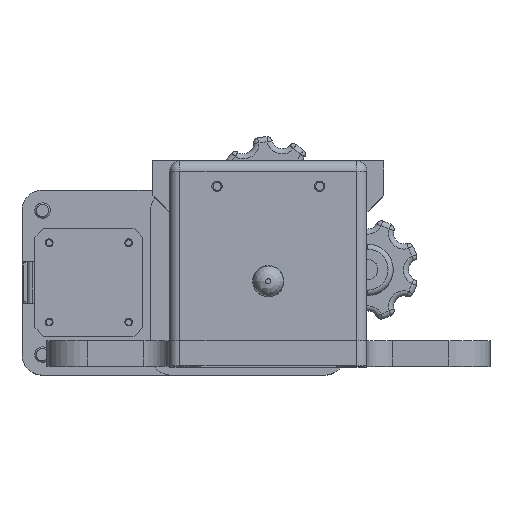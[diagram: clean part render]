
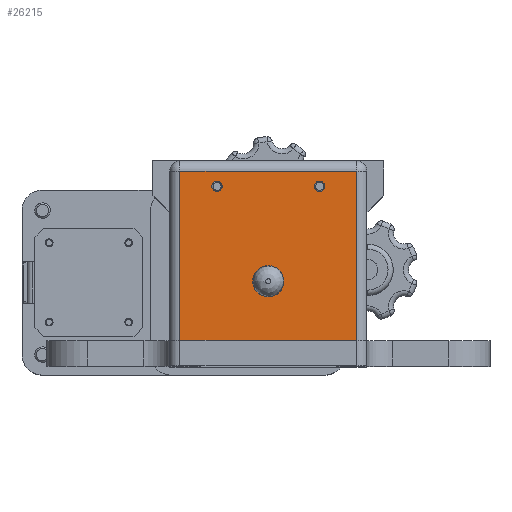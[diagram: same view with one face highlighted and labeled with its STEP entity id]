
A CAD part, top view. The second image highlights one B-rep face of the part: STEP entity #26215.
In plain terms, the highlighted planar face has unit normal (0, 0, 1).
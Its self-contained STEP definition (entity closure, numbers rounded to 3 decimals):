
#1064=FACE_BOUND('',#3606,.T.);
#1065=FACE_BOUND('',#3607,.T.);
#1066=FACE_BOUND('',#3608,.T.);
#1684=PLANE('',#28453);
#2101=FACE_OUTER_BOUND('',#3605,.T.);
#3605=EDGE_LOOP('',(#17934,#17935,#17936,#17937));
#3606=EDGE_LOOP('',(#17938));
#3607=EDGE_LOOP('',(#17939));
#3608=EDGE_LOOP('',(#17940));
#5423=LINE('',#42115,#6814);
#5426=LINE('',#42133,#6817);
#5429=LINE('',#42137,#6820);
#5432=LINE('',#42145,#6823);
#6814=VECTOR('',#32799,10.);
#6817=VECTOR('',#32818,10.);
#6820=VECTOR('',#32823,10.);
#6823=VECTOR('',#32832,10.);
#8236=CIRCLE('',#28454,6.1);
#8237=CIRCLE('',#28455,2.);
#8238=CIRCLE('',#28456,2.);
#10637=VERTEX_POINT('',#42104);
#10640=VERTEX_POINT('',#42111);
#10646=VERTEX_POINT('',#42126);
#10648=VERTEX_POINT('',#42131);
#10651=VERTEX_POINT('',#42146);
#10652=VERTEX_POINT('',#42148);
#10653=VERTEX_POINT('',#42150);
#13578=EDGE_CURVE('',#10637,#10640,#5423,.T.);
#13586=EDGE_CURVE('',#10648,#10646,#5426,.T.);
#13589=EDGE_CURVE('',#10646,#10637,#5429,.T.);
#13593=EDGE_CURVE('',#10648,#10640,#5432,.T.);
#13594=EDGE_CURVE('',#10651,#10651,#8236,.T.);
#13595=EDGE_CURVE('',#10652,#10652,#8237,.T.);
#13596=EDGE_CURVE('',#10653,#10653,#8238,.T.);
#17934=ORIENTED_EDGE('',*,*,#13578,.F.);
#17935=ORIENTED_EDGE('',*,*,#13589,.F.);
#17936=ORIENTED_EDGE('',*,*,#13586,.F.);
#17937=ORIENTED_EDGE('',*,*,#13593,.T.);
#17938=ORIENTED_EDGE('',*,*,#13594,.T.);
#17939=ORIENTED_EDGE('',*,*,#13595,.T.);
#17940=ORIENTED_EDGE('',*,*,#13596,.T.);
#26215=ADVANCED_FACE('',(#2101,#1064,#1065,#1066),#1684,.T.);
#28453=AXIS2_PLACEMENT_3D('',#42144,#32830,#32831);
#28454=AXIS2_PLACEMENT_3D('',#42147,#32833,#32834);
#28455=AXIS2_PLACEMENT_3D('',#42149,#32835,#32836);
#28456=AXIS2_PLACEMENT_3D('',#42151,#32837,#32838);
#32799=DIRECTION('',(0.,-1.,0.));
#32818=DIRECTION('',(0.,1.,0.));
#32823=DIRECTION('',(1.,0.,0.));
#32830=DIRECTION('center_axis',(0.,0.,1.));
#32831=DIRECTION('ref_axis',(1.,0.,0.));
#32832=DIRECTION('',(1.,0.,0.));
#32833=DIRECTION('center_axis',(0.,0.,-1.));
#32834=DIRECTION('ref_axis',(1.,0.,0.));
#32835=DIRECTION('center_axis',(0.,0.,-1.));
#32836=DIRECTION('ref_axis',(-1.,0.,0.));
#32837=DIRECTION('center_axis',(0.,0.,-1.));
#32838=DIRECTION('ref_axis',(-1.,0.,0.));
#42104=CARTESIAN_POINT('',(34.5,76.,150.));
#42111=CARTESIAN_POINT('',(34.5,10.,150.));
#42115=CARTESIAN_POINT('',(34.5,10.,150.));
#42126=CARTESIAN_POINT('',(-34.5,76.,150.));
#42131=CARTESIAN_POINT('',(-34.5,10.,150.));
#42133=CARTESIAN_POINT('',(-34.5,10.,150.));
#42137=CARTESIAN_POINT('',(-19.25,76.,150.));
#42144=CARTESIAN_POINT('Origin',(-38.5,10.,150.));
#42145=CARTESIAN_POINT('',(-38.5,10.,150.));
#42146=CARTESIAN_POINT('',(-6.1,33.,150.));
#42147=CARTESIAN_POINT('Origin',(0.,33.,150.));
#42148=CARTESIAN_POINT('',(22.,70.,150.));
#42149=CARTESIAN_POINT('Origin',(20.,70.,150.));
#42150=CARTESIAN_POINT('',(-18.,70.,150.));
#42151=CARTESIAN_POINT('Origin',(-20.,70.,150.));
